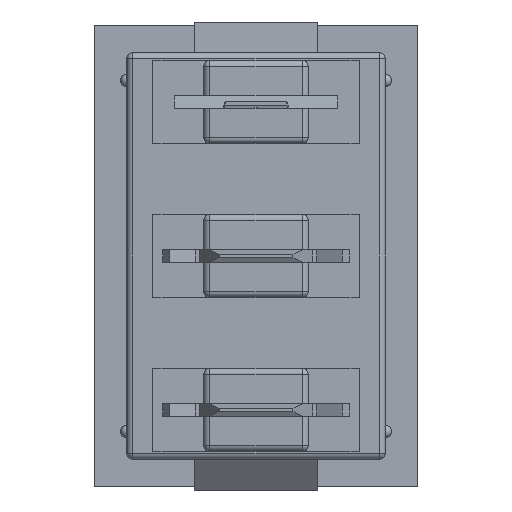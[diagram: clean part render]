
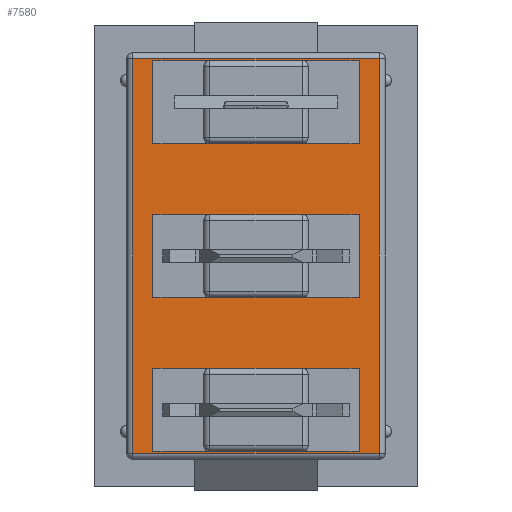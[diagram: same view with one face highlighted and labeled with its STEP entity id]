
A CAD part, front view. The second image highlights one B-rep face of the part: STEP entity #7580.
In plain terms, the highlighted planar face has unit normal (0, -1, 0).
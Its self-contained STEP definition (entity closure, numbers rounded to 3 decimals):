
#7580=ADVANCED_FACE('',(#17170,#17172,#17174,#17176),#17178,.F.);
#17170=FACE_BOUND('',#17171,.T.);
#17171=EDGE_LOOP('',(#31439,#31440,#31441,#31442));
#17172=FACE_BOUND('',#17173,.T.);
#17173=EDGE_LOOP('',(#31443,#31444,#31445,#31446));
#17174=FACE_BOUND('',#17175,.T.);
#17175=EDGE_LOOP('',(#31447,#31448,#31449,#31450));
#17176=FACE_BOUND('',#17177,.T.);
#17177=EDGE_LOOP('',(#31451,#31452,#31453,#31454));
#17178=PLANE('',#17179);
#17179=AXIS2_PLACEMENT_3D('',#17180,#17181,#17182);
#17180=CARTESIAN_POINT('',(0.,-8.,0.));
#17181=DIRECTION('',(0.,1.,0.));
#17182=DIRECTION('',(-1.,0.,0.));
#31439=ORIENTED_EDGE('',*,*,#36214,.F.);
#31440=ORIENTED_EDGE('',*,*,#36215,.F.);
#31441=ORIENTED_EDGE('',*,*,#36075,.F.);
#31442=ORIENTED_EDGE('',*,*,#36216,.F.);
#31443=ORIENTED_EDGE('',*,*,#36217,.F.);
#31444=ORIENTED_EDGE('',*,*,#36218,.F.);
#31445=ORIENTED_EDGE('',*,*,#36219,.F.);
#31446=ORIENTED_EDGE('',*,*,#36220,.F.);
#31447=ORIENTED_EDGE('',*,*,#36221,.F.);
#31448=ORIENTED_EDGE('',*,*,#36222,.F.);
#31449=ORIENTED_EDGE('',*,*,#36223,.F.);
#31450=ORIENTED_EDGE('',*,*,#36224,.F.);
#31451=ORIENTED_EDGE('',*,*,#36225,.F.);
#31452=ORIENTED_EDGE('',*,*,#36226,.F.);
#31453=ORIENTED_EDGE('',*,*,#36227,.F.);
#31454=ORIENTED_EDGE('',*,*,#36228,.F.);
#36075=EDGE_CURVE('',#40985,#40987,#40988,.T.);
#36214=EDGE_CURVE('',#41230,#41231,#41232,.T.);
#36215=EDGE_CURVE('',#40987,#41230,#41233,.T.);
#36216=EDGE_CURVE('',#41231,#40985,#41234,.T.);
#36217=EDGE_CURVE('',#41235,#41236,#41237,.F.);
#36218=EDGE_CURVE('',#41238,#41235,#41239,.F.);
#36219=EDGE_CURVE('',#41240,#41238,#41241,.F.);
#36220=EDGE_CURVE('',#41236,#41240,#41242,.F.);
#36221=EDGE_CURVE('',#41243,#41244,#41245,.F.);
#36222=EDGE_CURVE('',#41246,#41243,#41247,.F.);
#36223=EDGE_CURVE('',#41248,#41246,#41249,.F.);
#36224=EDGE_CURVE('',#41244,#41248,#41250,.F.);
#36225=EDGE_CURVE('',#41251,#41252,#41253,.F.);
#36226=EDGE_CURVE('',#41254,#41251,#41255,.F.);
#36227=EDGE_CURVE('',#41256,#41254,#41257,.F.);
#36228=EDGE_CURVE('',#41252,#41256,#41258,.F.);
#40985=VERTEX_POINT('',#52177);
#40987=VERTEX_POINT('',#52182);
#40988=LINE('',#52183,#52184);
#41230=VERTEX_POINT('',#52775);
#41231=VERTEX_POINT('',#52776);
#41232=LINE('',#52777,#52778);
#41233=LINE('',#52780,#52781);
#41234=LINE('',#52783,#52784);
#41235=VERTEX_POINT('',#52786);
#41236=VERTEX_POINT('',#52787);
#41237=LINE('',#52788,#52789);
#41238=VERTEX_POINT('',#52791);
#41239=LINE('',#52792,#52793);
#41240=VERTEX_POINT('',#52795);
#41241=LINE('',#52796,#52797);
#41242=LINE('',#52799,#52800);
#41243=VERTEX_POINT('',#52802);
#41244=VERTEX_POINT('',#52803);
#41245=LINE('',#52804,#52805);
#41246=VERTEX_POINT('',#52807);
#41247=LINE('',#52808,#52809);
#41248=VERTEX_POINT('',#52811);
#41249=LINE('',#52812,#52813);
#41250=LINE('',#52815,#52816);
#41251=VERTEX_POINT('',#52818);
#41252=VERTEX_POINT('',#52819);
#41253=LINE('',#52820,#52821);
#41254=VERTEX_POINT('',#52823);
#41255=LINE('',#52824,#52825);
#41256=VERTEX_POINT('',#52827);
#41257=LINE('',#52828,#52829);
#41258=LINE('',#52831,#52832);
#52177=CARTESIAN_POINT('',(-4.,-8.,-6.4));
#52182=CARTESIAN_POINT('',(-4.,-8.,6.4));
#52183=CARTESIAN_POINT('',(-4.,-8.,-6.4));
#52184=VECTOR('',#52185,1.);
#52185=DIRECTION('',(0.,0.,1.));
#52775=CARTESIAN_POINT('',(4.,-8.,6.4));
#52776=CARTESIAN_POINT('',(4.,-8.,-6.4));
#52777=CARTESIAN_POINT('',(4.,-8.,6.4));
#52778=VECTOR('',#52779,1.);
#52779=DIRECTION('',(0.,0.,-1.));
#52780=CARTESIAN_POINT('',(-4.,-8.,6.4));
#52781=VECTOR('',#52782,1.);
#52782=DIRECTION('',(1.,0.,0.));
#52783=CARTESIAN_POINT('',(4.,-8.,-6.4));
#52784=VECTOR('',#52785,1.);
#52785=DIRECTION('',(-1.,0.,0.));
#52786=CARTESIAN_POINT('',(3.35,-8.,-3.65));
#52787=CARTESIAN_POINT('',(-3.35,-8.,-3.65));
#52788=CARTESIAN_POINT('',(-3.35,-8.,-3.65));
#52789=VECTOR('',#52790,1.);
#52790=DIRECTION('',(1.,0.,0.));
#52791=CARTESIAN_POINT('',(3.35,-8.,-6.35));
#52792=CARTESIAN_POINT('',(3.35,-8.,-3.65));
#52793=VECTOR('',#52794,1.);
#52794=DIRECTION('',(0.,0.,-1.));
#52795=CARTESIAN_POINT('',(-3.35,-8.,-6.35));
#52796=CARTESIAN_POINT('',(3.35,-8.,-6.35));
#52797=VECTOR('',#52798,1.);
#52798=DIRECTION('',(-1.,0.,0.));
#52799=CARTESIAN_POINT('',(-3.35,-8.,-6.35));
#52800=VECTOR('',#52801,1.);
#52801=DIRECTION('',(0.,0.,1.));
#52802=CARTESIAN_POINT('',(3.35,-8.,1.35));
#52803=CARTESIAN_POINT('',(-3.35,-8.,1.35));
#52804=CARTESIAN_POINT('',(-3.35,-8.,1.35));
#52805=VECTOR('',#52806,1.);
#52806=DIRECTION('',(1.,0.,0.));
#52807=CARTESIAN_POINT('',(3.35,-8.,-1.35));
#52808=CARTESIAN_POINT('',(3.35,-8.,1.35));
#52809=VECTOR('',#52810,1.);
#52810=DIRECTION('',(0.,0.,-1.));
#52811=CARTESIAN_POINT('',(-3.35,-8.,-1.35));
#52812=CARTESIAN_POINT('',(3.35,-8.,-1.35));
#52813=VECTOR('',#52814,1.);
#52814=DIRECTION('',(-1.,0.,0.));
#52815=CARTESIAN_POINT('',(-3.35,-8.,-1.35));
#52816=VECTOR('',#52817,1.);
#52817=DIRECTION('',(0.,0.,1.));
#52818=CARTESIAN_POINT('',(3.35,-8.,6.35));
#52819=CARTESIAN_POINT('',(-3.35,-8.,6.35));
#52820=CARTESIAN_POINT('',(-3.35,-8.,6.35));
#52821=VECTOR('',#52822,1.);
#52822=DIRECTION('',(1.,0.,0.));
#52823=CARTESIAN_POINT('',(3.35,-8.,3.65));
#52824=CARTESIAN_POINT('',(3.35,-8.,6.35));
#52825=VECTOR('',#52826,1.);
#52826=DIRECTION('',(0.,0.,-1.));
#52827=CARTESIAN_POINT('',(-3.35,-8.,3.65));
#52828=CARTESIAN_POINT('',(3.35,-8.,3.65));
#52829=VECTOR('',#52830,1.);
#52830=DIRECTION('',(-1.,0.,0.));
#52831=CARTESIAN_POINT('',(-3.35,-8.,3.65));
#52832=VECTOR('',#52833,1.);
#52833=DIRECTION('',(0.,0.,1.));
